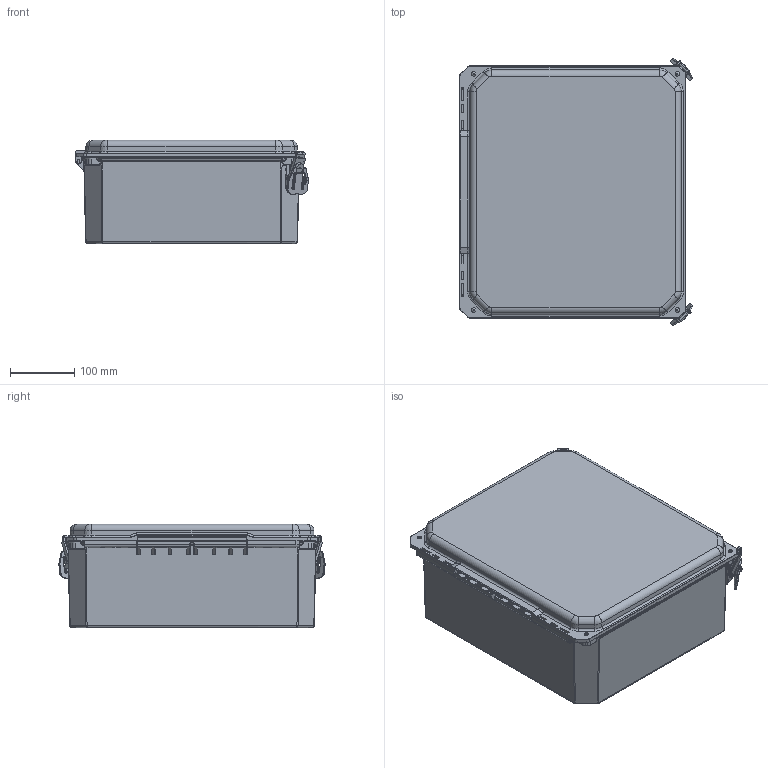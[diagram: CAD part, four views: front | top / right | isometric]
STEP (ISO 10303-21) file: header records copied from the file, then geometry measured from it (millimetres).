
FILE_DESCRIPTION (( 'STEP AP214' ), '1' );
FILE_NAME ('FRCC141206HLL.STEP', '2018-11-01T22:08:25', ( '' ), ( '' ), 'SwSTEP 2.0', 'SolidWorks 2018', '' );
FILE_SCHEMA (( 'AUTOMOTIVE_DESIGN' ));
Length unit declared in the file: inch
Products named in the file (1): FRCC141206HLL
Bounding box: 363.1 x 415.22 x 161.11 mm (x, y, z)
Volume: 1823216 mm3; surface area: 1034114.7 mm2
Topology: 33 solids, 33 shells, 2380 faces, 5754 edges, 3383 vertices
Faces by surface type: cylinder 942, plane 700, bspline 616, cone 102, torus 20
Full cylindrical faces by diameter (mm): 1.267 x4, 1.27 x2, 2.489 x4, 3.429 x4, 3.48 x4, 3.81 x4, 3.861 x8, 3.962 x12, 5.08 x4, 5.3 x4, 5.563 x4, 6.248 x12, 6.401 x4, 7.925 x4, 9.22 x2, 15.24 x2
Entity records: 125325 total; most frequent: CARTESIAN_POINT 45536, ORIENTED_EDGE 11010, DIRECTION 8178, EDGE_CURVE 5505, VERTEX_POINT 3343, AXIS2_PLACEMENT_3D 2816, EDGE_LOOP 2644, LINE 2546
